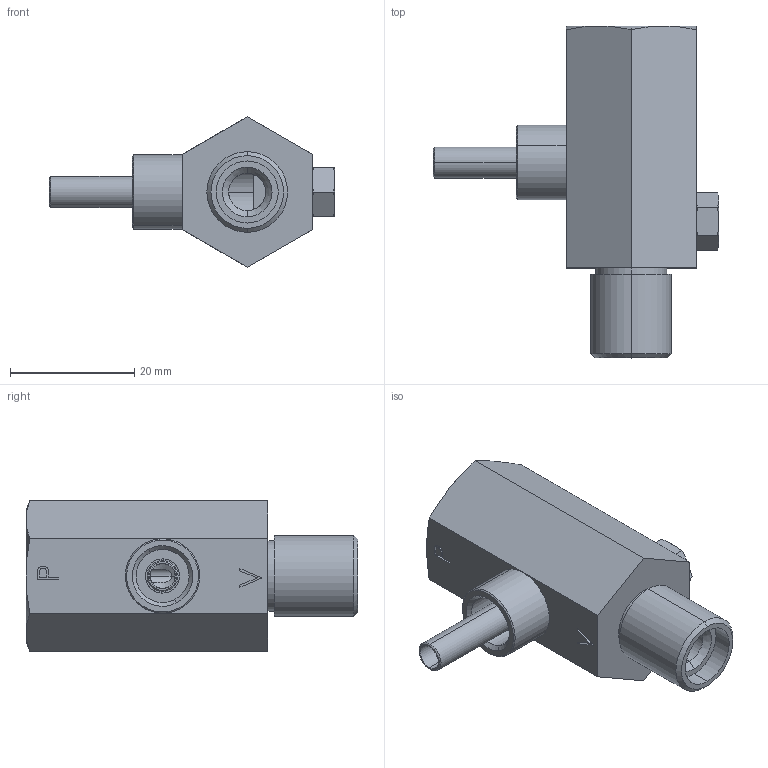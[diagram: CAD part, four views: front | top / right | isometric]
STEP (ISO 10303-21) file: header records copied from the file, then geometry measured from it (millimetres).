
FILE_DESCRIPTION(('STEP AP214'),'1');
FILE_NAME('COVAL_VR12M14.stp','2017-12-27T16:00:30',('TraceParts'),('TraceParts S.A.'),'Spatial InterOp 3D',' ',' ');
FILE_SCHEMA(('automotive_design'));
Length unit declared in the file: millimetre
Products named in the file (3): COVAL_VR12M14_1; COVAL_VR12M14_2; COVAL_VR12M14_3
Bounding box: 46 x 53.5 x 24.25 mm (x, y, z)
Volume: 14533.1 mm3; surface area: 7762 mm2
Topology: 4 solids, 4 shells, 149 faces, 334 edges, 201 vertices
Faces by surface type: cone 56, plane 49, cylinder 38, extrusion 6
Entity records: 6206 total; most frequent: CARTESIAN_POINT 1670, DIRECTION 691, ORIENTED_EDGE 660, EDGE_CURVE 330, AXIS2_PLACEMENT_3D 269, VERTEX_POINT 201, EDGE_LOOP 171, VECTOR 153
